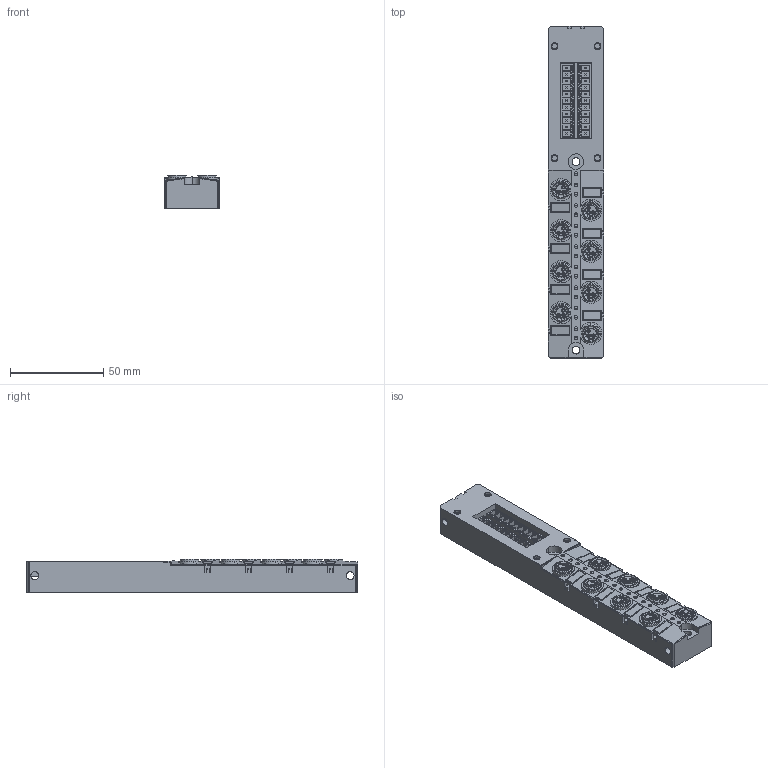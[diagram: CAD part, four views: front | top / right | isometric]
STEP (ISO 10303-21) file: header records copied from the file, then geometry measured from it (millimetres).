
FILE_DESCRIPTION(('CATIA V5 STEP Exchange','CAx-IF Rec.Pracs.--- Model Styling and Organization---1.4--- 2014-01-23'),'2;1');
FILE_NAME ('1352865-2_0_2819030000_2819030000.stp','2022-04-28T09:57:23+00:00',('none'),('Weidmueller'),'CATIA Version 5-6 Release 2016 SP3 HF44','CATIA V5 STEP AP214','none');
FILE_SCHEMA(('AUTOMOTIVE_DESIGN { 1 0 10303 214 1 1 1 1 }'));
Products named in the file (1): 2819030000
Bounding box: 30 x 177.9 x 18.2 mm (x, y, z)
Volume: 82267 mm3; surface area: 36768.7 mm2
Topology: 67 solids, 90 shells, 2452 faces, 6010 edges, 3906 vertices
Faces by surface type: plane 1434, cylinder 578, cone 280, torus 84, sphere 44, bspline 32
Entity records: 75710 total; most frequent: CARTESIAN_POINT 20710, ORIENTED_EDGE 12012, DIRECTION 9442, EDGE_CURVE 6006, VERTEX_POINT 3906, VECTOR 3845, LINE 3845, AXIS2_PLACEMENT_3D 3389
